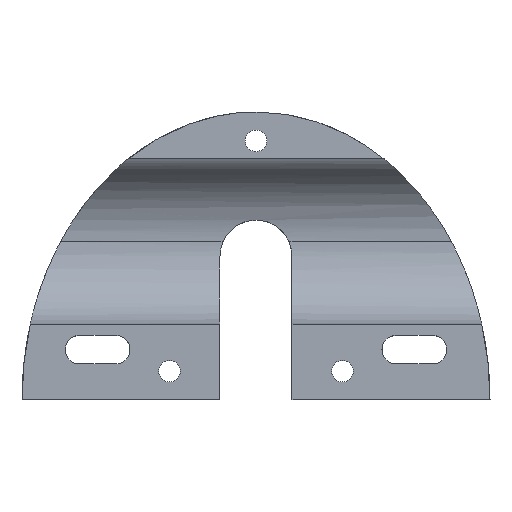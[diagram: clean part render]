
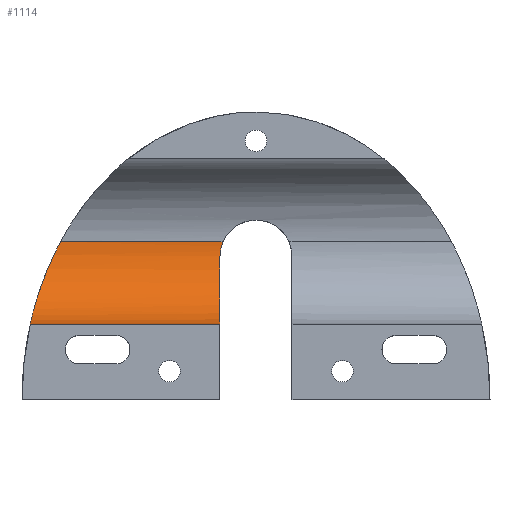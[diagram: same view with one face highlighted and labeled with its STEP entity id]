
A CAD part, top view. The second image highlights one B-rep face of the part: STEP entity #1114.
In plain terms, the highlighted cylindrical face has radius 11.5 mm (diameter 23 mm), a partial arc.
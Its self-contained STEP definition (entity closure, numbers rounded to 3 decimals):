
#93 = AXIS2_PLACEMENT_3D ( 'NONE', #1433, #361, #1407 ) ;
#123 = CARTESIAN_POINT ( 'NONE',  ( -31.063, 11.766, 9.741 ) ) ;
#163 = DIRECTION ( 'NONE',  ( 1., 0., 0. ) ) ;
#205 = EDGE_CURVE ( 'NONE', #979, #1681, #1176, .T. ) ;
#243 = CARTESIAN_POINT ( 'NONE',  ( -4.826, 21.351, 3.513 ) ) ;
#248 = CARTESIAN_POINT ( 'NONE',  ( -31.105, 11.594, 10.089 ) ) ;
#253 = ORIENTED_EDGE ( 'NONE', *, *, #1730, .F. ) ;
#261 = CARTESIAN_POINT ( 'NONE',  ( -29.368, 17.149, 4.547 ) ) ;
#264 = CARTESIAN_POINT ( 'NONE',  ( -30.733, 13.017, 7.778 ) ) ;
#274 = VERTEX_POINT ( 'NONE', #815 ) ;
#353 = CARTESIAN_POINT ( 'NONE',  ( -27.143, 22., 3.5 ) ) ;
#361 = DIRECTION ( 'NONE',  ( 1., 0., 0. ) ) ;
#373 = CARTESIAN_POINT ( 'NONE',  ( -5., 20.342, 3.615 ) ) ;
#395 = CARTESIAN_POINT ( 'NONE',  ( -31.271, 10.898, 11.899 ) ) ;
#406 = CARTESIAN_POINT ( 'NONE',  ( -28.348, 19.566, 3.755 ) ) ;
#408 = CARTESIAN_POINT ( 'NONE',  ( -32.5, 22., 3.5 ) ) ;
#414 = CARTESIAN_POINT ( 'NONE',  ( -28.953, 18.176, 4.148 ) ) ;
#422 = CARTESIAN_POINT ( 'NONE',  ( -5., 10.5, 15. ) ) ;
#442 = EDGE_CURVE ( 'NONE', #1023, #1805, #1924, .T. ) ;
#479 = EDGE_CURVE ( 'NONE', #1023, #274, #1175, .T. ) ;
#533 = DIRECTION ( 'NONE',  ( 0., 0., -1. ) ) ;
#698 = CARTESIAN_POINT ( 'NONE',  ( -30.339, 14.346, 6.409 ) ) ;
#715 = CARTESIAN_POINT ( 'NONE',  ( -28.505, 19.219, 3.836 ) ) ;
#720 = CARTESIAN_POINT ( 'NONE',  ( -29.615, 16.49, 4.878 ) ) ;
#791 = AXIS2_PLACEMENT_3D ( 'NONE', #1569, #1430, #533 ) ;
#803 = VECTOR ( 'NONE', #1037, 1000. ) ;
#806 = LINE ( 'NONE', #408, #1321 ) ;
#815 = CARTESIAN_POINT ( 'NONE',  ( -4.583, 22., 3.5 ) ) ;
#863 = CARTESIAN_POINT ( 'NONE',  ( -30.966, 12.146, 9.059 ) ) ;
#869 = CARTESIAN_POINT ( 'NONE',  ( -27.862, 20.609, 3.563 ) ) ;
#881 = ORIENTED_EDGE ( 'NONE', *, *, #479, .T. ) ;
#979 = VERTEX_POINT ( 'NONE', #353 ) ;
#985 = CARTESIAN_POINT ( 'NONE',  ( -4.965, 20.681, 3.571 ) ) ;
#989 = CARTESIAN_POINT ( 'NONE',  ( -5., 20., 3.675 ) ) ;
#1017 = CARTESIAN_POINT ( 'NONE',  ( -29.947, 15.545, 5.475 ) ) ;
#1021 = ORIENTED_EDGE ( 'NONE', *, *, #442, .F. ) ;
#1023 = VERTEX_POINT ( 'NONE', #1542 ) ;
#1028 = CARTESIAN_POINT ( 'NONE',  ( -30.247, 14.638, 6.157 ) ) ;
#1037 = DIRECTION ( 'NONE',  ( -1., 0., 0. ) ) ;
#1044 = ORIENTED_EDGE ( 'NONE', *, *, #1282, .F. ) ;
#1095 = LINE ( 'NONE', #1178, #803 ) ;
#1114 = ADVANCED_FACE ( 'NONE', ( #1594 ), #1898, .F. ) ;
#1151 = CARTESIAN_POINT ( 'NONE',  ( -30.912, 12.354, 8.727 ) ) ;
#1167 = CARTESIAN_POINT ( 'NONE',  ( -31.217, 11.133, 11.158 ) ) ;
#1175 = B_SPLINE_CURVE_WITH_KNOTS ( 'NONE', 3,
 ( #989, #373, #985, #243, #1287, #1891 ),
 .UNSPECIFIED., .F., .F.,
 ( 4, 2, 4 ),
 ( 0., 0.001, 0.002 ),
 .UNSPECIFIED. ) ;
#1176 = B_SPLINE_CURVE_WITH_KNOTS ( 'NONE', 3,
 ( #1612, #1748, #869, #406, #715, #1756, #414, #261, #720, #1017, #1916, #1028, #698, #1593, #264, #1151, #863, #123, #248, #1167, #395, #1290, #1444, #1911 ),
 .UNSPECIFIED., .F., .F.,
 ( 4, 2, 2, 2, 2, 2, 2, 2, 2, 2, 2, 4 ),
 ( 0., 0.002, 0.004, 0.005, 0.007, 0.008, 0.009, 0.012, 0.013, 0.014, 0.016, 0.019 ),
 .UNSPECIFIED. ) ;
#1178 = CARTESIAN_POINT ( 'NONE',  ( -32.5, 10.5, 15. ) ) ;
#1282 = EDGE_CURVE ( 'NONE', #979, #274, #806, .T. ) ;
#1287 = CARTESIAN_POINT ( 'NONE',  ( -4.72, 21.685, 3.5 ) ) ;
#1290 = CARTESIAN_POINT ( 'NONE',  ( -31.343, 10.579, 13.444 ) ) ;
#1321 = VECTOR ( 'NONE', #163, 1000. ) ;
#1407 = DIRECTION ( 'NONE',  ( 0., 0., -1. ) ) ;
#1430 = DIRECTION ( 'NONE',  ( -1., 0., 0. ) ) ;
#1433 = CARTESIAN_POINT ( 'NONE',  ( -32.5, 22., 15. ) ) ;
#1444 = CARTESIAN_POINT ( 'NONE',  ( -31.36, 10.5, 14.221 ) ) ;
#1533 = ORIENTED_EDGE ( 'NONE', *, *, #205, .T. ) ;
#1542 = CARTESIAN_POINT ( 'NONE',  ( -5., 20., 3.675 ) ) ;
#1569 = CARTESIAN_POINT ( 'NONE',  ( -5., 22., 15. ) ) ;
#1590 = CARTESIAN_POINT ( 'NONE',  ( -31.36, 10.5, 15. ) ) ;
#1593 = CARTESIAN_POINT ( 'NONE',  ( -30.592, 13.516, 7.199 ) ) ;
#1594 = FACE_OUTER_BOUND ( 'NONE', #1713, .T. ) ;
#1612 = CARTESIAN_POINT ( 'NONE',  ( -27.143, 22., 3.5 ) ) ;
#1681 = VERTEX_POINT ( 'NONE', #1590 ) ;
#1713 = EDGE_LOOP ( 'NONE', ( #1044, #1533, #253, #1021, #881 ) ) ;
#1730 = EDGE_CURVE ( 'NONE', #1805, #1681, #1095, .T. ) ;
#1748 = CARTESIAN_POINT ( 'NONE',  ( -27.515, 21.305, 3.5 ) ) ;
#1756 = CARTESIAN_POINT ( 'NONE',  ( -28.807, 18.524, 4.032 ) ) ;
#1805 = VERTEX_POINT ( 'NONE', #422 ) ;
#1891 = CARTESIAN_POINT ( 'NONE',  ( -4.583, 22., 3.5 ) ) ;
#1898 = CYLINDRICAL_SURFACE ( 'NONE', #93, 11.5 ) ;
#1911 = CARTESIAN_POINT ( 'NONE',  ( -31.36, 10.5, 15. ) ) ;
#1916 = CARTESIAN_POINT ( 'NONE',  ( -30.051, 15.238, 5.691 ) ) ;
#1924 = CIRCLE ( 'NONE', #791, 11.5 ) ;
